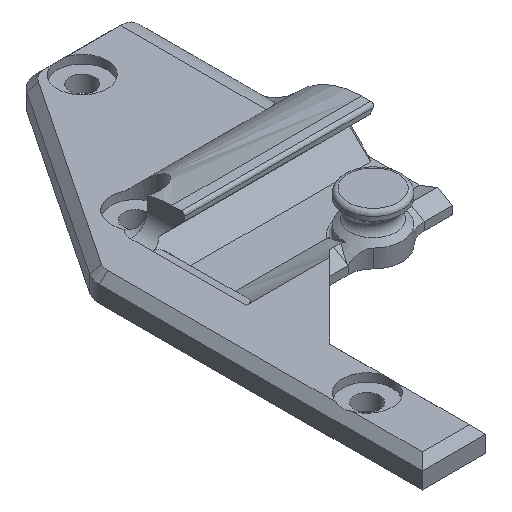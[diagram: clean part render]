
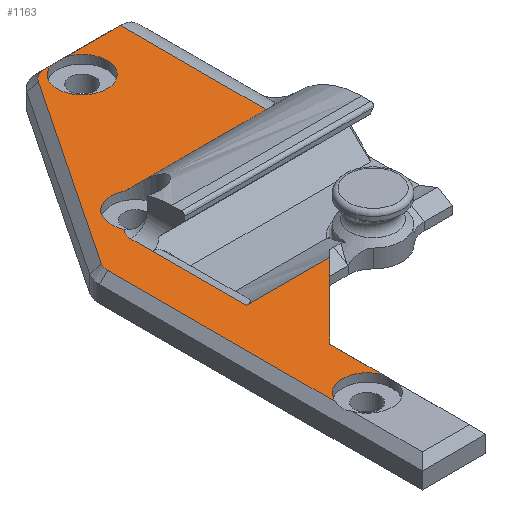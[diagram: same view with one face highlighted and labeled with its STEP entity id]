
A CAD part, isometric view. The second image highlights one B-rep face of the part: STEP entity #1163.
In plain terms, the highlighted planar face has unit normal (0, 0, 1).
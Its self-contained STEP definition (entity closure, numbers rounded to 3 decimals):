
#41=ELLIPSE('',#1291,2.847,2.);
#78=PLANE('',#1290);
#111=CIRCLE('',#1262,2.);
#113=CIRCLE('',#1266,2.);
#119=CIRCLE('',#1288,3.);
#120=CIRCLE('',#1289,3.);
#121=CIRCLE('',#1292,2.);
#122=CIRCLE('',#1293,3.);
#123=CIRCLE('',#1294,3.);
#124=CIRCLE('',#1295,3.);
#184=FACE_OUTER_BOUND('',#251,.T.);
#251=EDGE_LOOP('',(#997,#998,#999,#1000,#1001,#1002,#1003,#1004,#1005,#1006,
#1007,#1008,#1009,#1010,#1011,#1012,#1013,#1014,#1015,#1016));
#296=LINE('',#2008,#384);
#312=LINE('',#2063,#400);
#321=LINE('',#2088,#409);
#324=LINE('',#2093,#412);
#327=LINE('',#2104,#415);
#330=LINE('',#2118,#418);
#345=LINE('',#2161,#433);
#347=LINE('',#2178,#435);
#348=LINE('',#2186,#436);
#349=LINE('',#2193,#437);
#384=VECTOR('',#1410,10.);
#400=VECTOR('',#1448,10.);
#409=VECTOR('',#1471,10.);
#412=VECTOR('',#1474,10.);
#415=VECTOR('',#1485,10.);
#418=VECTOR('',#1500,10.);
#433=VECTOR('',#1547,10.);
#435=VECTOR('',#1559,10.);
#436=VECTOR('',#1562,10.);
#437=VECTOR('',#1569,10.);
#472=B_SPLINE_CURVE_WITH_KNOTS('',3,(#2179,#2180,#2181,#2182),
 .UNSPECIFIED.,.F.,.F.,(4,4),(-4.039,-2.901),
 .UNSPECIFIED.);
#522=VERTEX_POINT('',#1994);
#523=VERTEX_POINT('',#2007);
#529=VERTEX_POINT('',#2025);
#534=VERTEX_POINT('',#2052);
#539=VERTEX_POINT('',#2061);
#546=VERTEX_POINT('',#2080);
#547=VERTEX_POINT('',#2085);
#548=VERTEX_POINT('',#2086);
#550=VERTEX_POINT('',#2091);
#552=VERTEX_POINT('',#2097);
#554=VERTEX_POINT('',#2102);
#556=VERTEX_POINT('',#2109);
#559=VERTEX_POINT('',#2116);
#571=VERTEX_POINT('',#2160);
#573=VERTEX_POINT('',#2173);
#574=VERTEX_POINT('',#2183);
#575=VERTEX_POINT('',#2185);
#576=VERTEX_POINT('',#2187);
#577=VERTEX_POINT('',#2189);
#578=VERTEX_POINT('',#2191);
#653=EDGE_CURVE('',#523,#522,#296,.T.);
#675=EDGE_CURVE('',#539,#534,#312,.T.);
#687=EDGE_CURVE('',#548,#546,#321,.T.);
#690=EDGE_CURVE('',#550,#547,#324,.T.);
#693=EDGE_CURVE('',#552,#550,#111,.T.);
#695=EDGE_CURVE('',#554,#552,#327,.T.);
#699=EDGE_CURVE('',#556,#554,#113,.T.);
#702=EDGE_CURVE('',#559,#556,#330,.T.);
#724=EDGE_CURVE('',#546,#571,#345,.T.);
#728=EDGE_CURVE('',#548,#573,#119,.T.);
#729=EDGE_CURVE('',#573,#547,#120,.T.);
#730=EDGE_CURVE('',#539,#523,#347,.T.);
#731=EDGE_CURVE('',#529,#522,#472,.T.);
#732=EDGE_CURVE('',#529,#574,#41,.F.);
#733=EDGE_CURVE('',#575,#574,#348,.T.);
#734=EDGE_CURVE('',#576,#575,#121,.T.);
#735=EDGE_CURVE('',#576,#577,#122,.T.);
#736=EDGE_CURVE('',#577,#578,#123,.T.);
#737=EDGE_CURVE('',#578,#571,#349,.T.);
#738=EDGE_CURVE('',#559,#534,#124,.T.);
#997=ORIENTED_EDGE('',*,*,#730,.T.);
#998=ORIENTED_EDGE('',*,*,#653,.T.);
#999=ORIENTED_EDGE('',*,*,#731,.F.);
#1000=ORIENTED_EDGE('',*,*,#732,.T.);
#1001=ORIENTED_EDGE('',*,*,#733,.F.);
#1002=ORIENTED_EDGE('',*,*,#734,.F.);
#1003=ORIENTED_EDGE('',*,*,#735,.T.);
#1004=ORIENTED_EDGE('',*,*,#736,.T.);
#1005=ORIENTED_EDGE('',*,*,#737,.T.);
#1006=ORIENTED_EDGE('',*,*,#724,.F.);
#1007=ORIENTED_EDGE('',*,*,#687,.F.);
#1008=ORIENTED_EDGE('',*,*,#728,.T.);
#1009=ORIENTED_EDGE('',*,*,#729,.T.);
#1010=ORIENTED_EDGE('',*,*,#690,.F.);
#1011=ORIENTED_EDGE('',*,*,#693,.F.);
#1012=ORIENTED_EDGE('',*,*,#695,.F.);
#1013=ORIENTED_EDGE('',*,*,#699,.F.);
#1014=ORIENTED_EDGE('',*,*,#702,.F.);
#1015=ORIENTED_EDGE('',*,*,#738,.T.);
#1016=ORIENTED_EDGE('',*,*,#675,.F.);
#1163=ADVANCED_FACE('',(#184),#78,.T.);
#1262=AXIS2_PLACEMENT_3D('',#2099,#1480,#1481);
#1266=AXIS2_PLACEMENT_3D('',#2111,#1492,#1493);
#1288=AXIS2_PLACEMENT_3D('',#2175,#1553,#1554);
#1289=AXIS2_PLACEMENT_3D('',#2176,#1555,#1556);
#1290=AXIS2_PLACEMENT_3D('',#2177,#1557,#1558);
#1291=AXIS2_PLACEMENT_3D('',#2184,#1560,#1561);
#1292=AXIS2_PLACEMENT_3D('',#2188,#1563,#1564);
#1293=AXIS2_PLACEMENT_3D('',#2190,#1565,#1566);
#1294=AXIS2_PLACEMENT_3D('',#2192,#1567,#1568);
#1295=AXIS2_PLACEMENT_3D('',#2194,#1570,#1571);
#1410=DIRECTION('',(-1.,0.,0.));
#1448=DIRECTION('',(0.,-1.,0.));
#1471=DIRECTION('',(1.,0.,0.));
#1474=DIRECTION('',(1.,0.,0.));
#1480=DIRECTION('center_axis',(0.,0.,-1.));
#1481=DIRECTION('ref_axis',(-0.472,0.882,0.));
#1485=DIRECTION('',(0.555,0.832,0.));
#1492=DIRECTION('center_axis',(0.,0.,-1.));
#1493=DIRECTION('ref_axis',(-0.957,0.29,0.));
#1500=DIRECTION('',(0.,1.,0.));
#1547=DIRECTION('',(0.,-1.,0.));
#1553=DIRECTION('center_axis',(0.,0.,-1.));
#1554=DIRECTION('ref_axis',(1.,0.,0.));
#1555=DIRECTION('center_axis',(0.,0.,-1.));
#1556=DIRECTION('ref_axis',(1.,0.,0.));
#1557=DIRECTION('center_axis',(0.,0.,1.));
#1558=DIRECTION('ref_axis',(1.,0.,0.));
#1559=DIRECTION('',(0.706,0.708,0.));
#1560=DIRECTION('center_axis',(0.,-0.703,0.712));
#1561=DIRECTION('ref_axis',(0.,-0.712,-0.703));
#1562=DIRECTION('',(0.,-1.,0.));
#1563=DIRECTION('center_axis',(0.,0.,1.));
#1564=DIRECTION('ref_axis',(1.,0.,0.));
#1565=DIRECTION('center_axis',(0.,0.,-1.));
#1566=DIRECTION('ref_axis',(1.,0.,0.));
#1567=DIRECTION('center_axis',(0.,0.,-1.));
#1568=DIRECTION('ref_axis',(1.,0.,0.));
#1569=DIRECTION('',(1.,0.,0.));
#1570=DIRECTION('center_axis',(0.,0.,-1.));
#1571=DIRECTION('ref_axis',(1.,0.,0.));
#1994=CARTESIAN_POINT('',(5.705,27.007,3.));
#2007=CARTESIAN_POINT('',(15.775,27.007,3.));
#2008=CARTESIAN_POINT('',(30.681,27.007,3.));
#2025=CARTESIAN_POINT('',(5.701,38.389,3.));
#2052=CARTESIAN_POINT('',(6.7,11.436,3.));
#2061=CARTESIAN_POINT('',(6.7,17.908,3.));
#2063=CARTESIAN_POINT('',(6.7,16.25,3.));
#2080=CARTESIAN_POINT('',(27.439,64.,3.));
#2085=CARTESIAN_POINT('',(19.066,64.,3.));
#2086=CARTESIAN_POINT('',(20.872,64.,3.));
#2088=CARTESIAN_POINT('',(23.011,64.,3.));
#2091=CARTESIAN_POINT('',(18.286,64.,3.));
#2093=CARTESIAN_POINT('',(23.011,64.,3.));
#2097=CARTESIAN_POINT('',(16.622,63.11,3.));
#2099=CARTESIAN_POINT('Origin',(18.286,62.,3.));
#2102=CARTESIAN_POINT('',(1.336,40.201,3.));
#2104=CARTESIAN_POINT('',(9.804,52.892,3.));
#2109=CARTESIAN_POINT('',(1.,39.091,3.));
#2111=CARTESIAN_POINT('Origin',(3.,39.091,3.));
#2116=CARTESIAN_POINT('',(1.,11.436,3.));
#2118=CARTESIAN_POINT('',(1.,36.25,3.));
#2160=CARTESIAN_POINT('',(27.439,46.338,3.));
#2161=CARTESIAN_POINT('',(27.439,31.135,3.));
#2173=CARTESIAN_POINT('',(16.969,61.139,3.));
#2175=CARTESIAN_POINT('Origin',(19.969,61.139,3.));
#2176=CARTESIAN_POINT('Origin',(19.969,61.139,3.));
#2177=CARTESIAN_POINT('Origin',(15.341,32.5,3.));
#2178=CARTESIAN_POINT('',(7.7,18.911,3.));
#2179=CARTESIAN_POINT('Ctrl Pts',(5.701,38.389,3.));
#2180=CARTESIAN_POINT('Ctrl Pts',(5.702,34.595,3.));
#2181=CARTESIAN_POINT('Ctrl Pts',(5.704,30.801,3.));
#2182=CARTESIAN_POINT('Ctrl Pts',(5.705,27.007,3.));
#2183=CARTESIAN_POINT('',(5.7,38.389,3.));
#2184=CARTESIAN_POINT('Origin',(5.7,40.415,5.));
#2185=CARTESIAN_POINT('',(5.7,40.967,3.));
#2186=CARTESIAN_POINT('',(5.7,36.955,3.));
#2187=CARTESIAN_POINT('',(6.285,42.381,3.));
#2188=CARTESIAN_POINT('Origin',(7.7,40.967,3.));
#2189=CARTESIAN_POINT('',(5.992,43.675,3.));
#2190=CARTESIAN_POINT('Origin',(8.992,43.675,3.));
#2191=CARTESIAN_POINT('',(10.374,46.338,3.));
#2192=CARTESIAN_POINT('Origin',(8.992,43.675,3.));
#2193=CARTESIAN_POINT('',(30.681,46.338,3.));
#2194=CARTESIAN_POINT('Origin',(3.85,10.499,3.));
